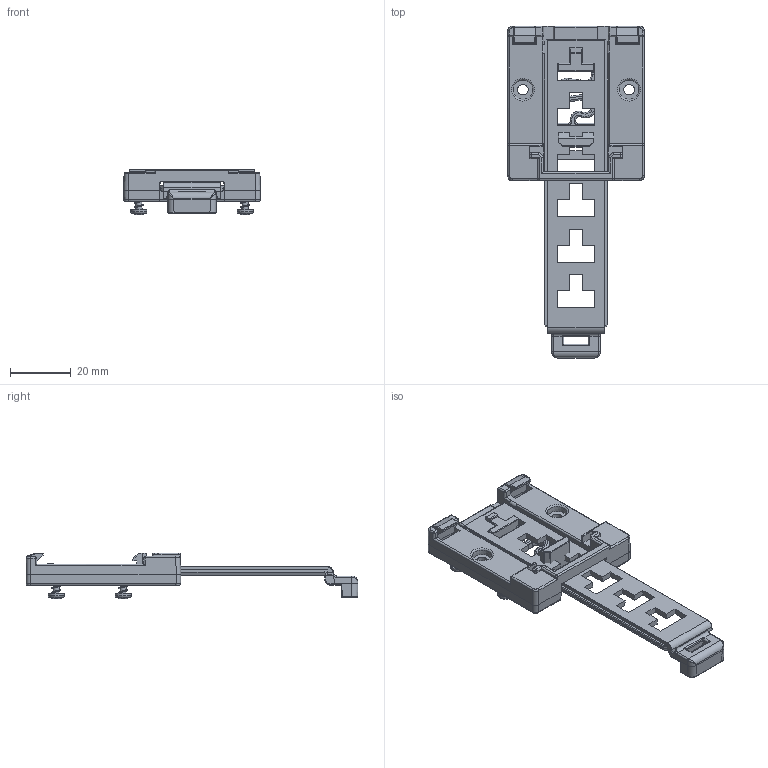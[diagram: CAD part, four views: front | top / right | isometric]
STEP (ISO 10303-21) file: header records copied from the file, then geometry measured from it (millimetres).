
FILE_DESCRIPTION(('FreeCAD Model'),'2;1');
FILE_NAME('Open CASCADE Shape Model','2022-11-04T21:40:20',('Author'),( ''),'Open CASCADE STEP processor 7.5','FreeCAD','Unknown');
FILE_SCHEMA(('AUTOMOTIVE_DESIGN { 1 0 10303 214 1 1 1 1 }'));
Length unit declared in the file: millimetre
Products named in the file (4): 22035000_TSH 35; 1009865_3D; 1009864_3D; SHR Z KA30x8 WN 1412 mG_3Dsym
Assembly tree (6 placements, depth 2):
  22035000_TSH 35
    1009865_3D
    1009864_3D
    SHR Z KA30x8 WN 1412 mG_3Dsym  x4
Bounding box: 45 x 109.45 x 15.15 mm (x, y, z)
Volume: 12630.2 mm3; surface area: 14377.2 mm2
Topology: 6 solids, 6 shells, 1035 faces, 2557 edges, 1535 vertices
Faces by surface type: plane 432, cylinder 336, torus 92, sphere 66, bspline 63, cone 46
Full cylindrical faces by diameter (mm): 5.3 x4
Entity records: 30188 total; most frequent: CARTESIAN_POINT 8320, DIRECTION 4626, ORIENTED_EDGE 4516, EDGE_CURVE 2258, AXIS2_PLACEMENT_3D 1652, VERTEX_POINT 1349, LINE 1322, VECTOR 1322
